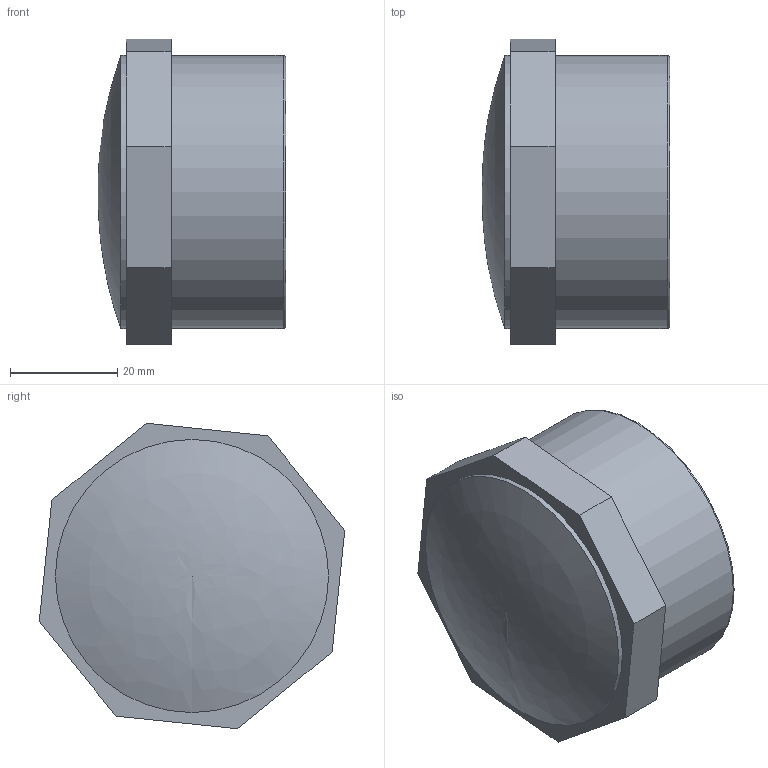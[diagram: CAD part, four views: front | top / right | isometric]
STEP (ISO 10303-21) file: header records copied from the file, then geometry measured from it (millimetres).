
FILE_DESCRIPTION(/* description */ (''),/* implementation_level */ '2;1');
FILE_NAME(/* name */ 'CA710400.ipt.stp',/* time_stamp */ '2017-01-24T18:36:52+01:00',/* author */ ('Gabriele'),/* organization */ (''),/* preprocessor_version */ 'ST-DEVELOPER v16.5',/* originating_system */ 'Autodesk Inventor 2017',/* authorisation */ '');
FILE_SCHEMA (('AUTOMOTIVE_DESIGN { 1 0 10303 214 3 1 1 }'));
Length unit declared in the file: millimetre
Products named in the file (1): CA710400
Bounding box: 35.01 x 57.06 x 57.06 mm (x, y, z)
Volume: 33129.6 mm3; surface area: 21302.9 mm2
Topology: 2 solids, 2 shells, 30 faces, 70 edges, 46 vertices
Faces by surface type: plane 14, bspline 8, cylinder 6, torus 2
Full cylindrical faces by diameter (mm): 40.91 x1, 41.91 x2, 51 x2
Entity records: 5065 total; most frequent: CARTESIAN_POINT 4437, ORIENTED_EDGE 122, DIRECTION 102, EDGE_CURVE 61, VERTEX_POINT 46, EDGE_LOOP 43, AXIS2_PLACEMENT_3D 39, FACE_OUTER_BOUND 30
